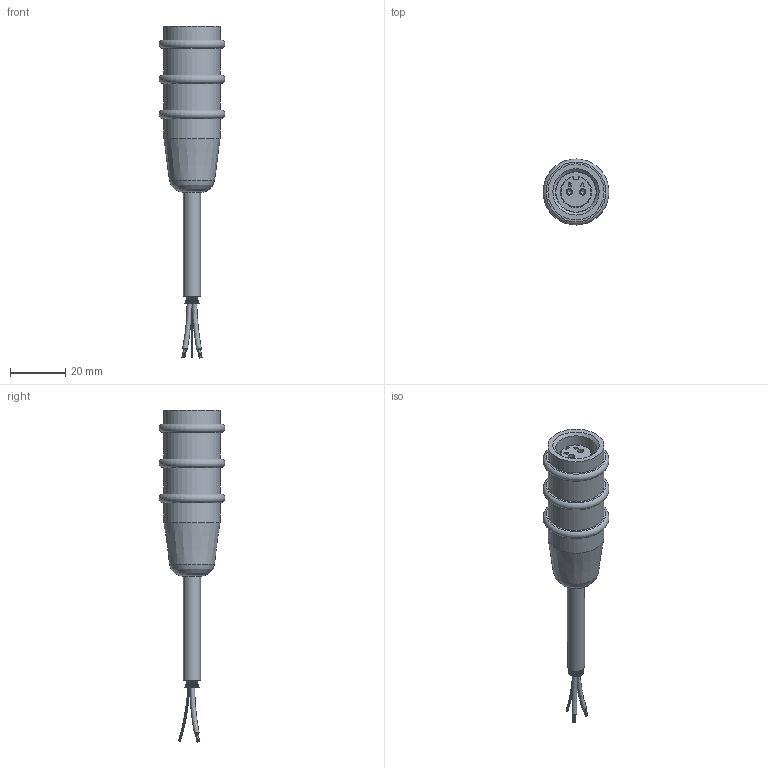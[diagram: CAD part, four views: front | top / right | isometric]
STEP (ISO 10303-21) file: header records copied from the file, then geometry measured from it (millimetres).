
FILE_DESCRIPTION(/* description */ (''),/* implementation_level */ '2;1');
FILE_NAME(/* name */ 'B2N.stp',/* time_stamp */ '2017-05-03T11:44:27-04:00',/* author */ ('aneininger'),/* organization */ (''),/* preprocessor_version */ 'ST-DEVELOPER v16.5',/* originating_system */ 'Autodesk Inventor 2017',/* authorisation */ '');
FILE_SCHEMA (('AUTOMOTIVE_DESIGN { 1 0 10303 214 3 1 1 }'));
Products named in the file (1): B2N
Bounding box: 23.87 x 23.87 x 120.19 mm (x, y, z)
Volume: 18405.8 mm3; surface area: 7427 mm2
Topology: 1 solids, 1 shells, 682 faces, 2339 edges, 1438 vertices
Faces by surface type: bspline 395, plane 198, cylinder 78, torus 7, cone 4
Full cylindrical faces by diameter (mm): 0.127 x19, 0.203 x38, 1.727 x2, 2.286 x2, 3.353 x1, 3.988 x1, 4.115 x1, 4.142 x1, 4.267 x1, 6.223 x1, 14.605 x1, 14.732 x1, 20.32 x4
Entity records: 41972 total; most frequent: CARTESIAN_POINT 22763, ORIENTED_EDGE 4436, DIRECTION 3665, EDGE_CURVE 2214, AXIS2_PLACEMENT_3D 1790, CIRCLE 1436, VERTEX_POINT 1395, EDGE_LOOP 844
